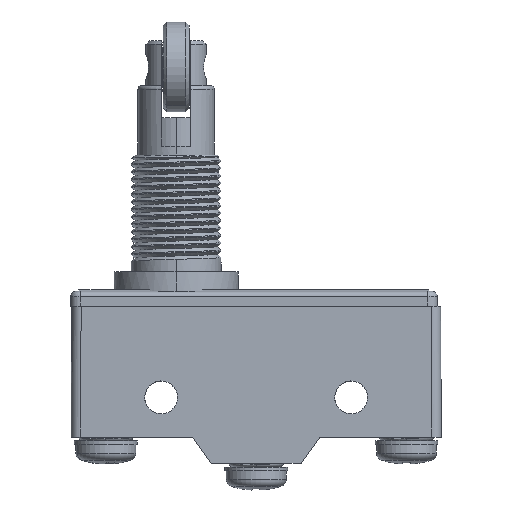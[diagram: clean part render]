
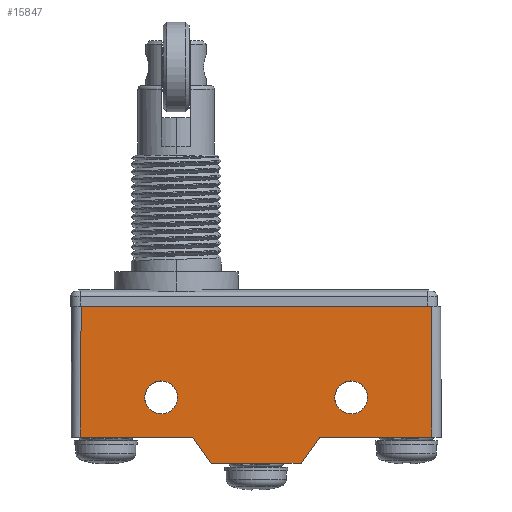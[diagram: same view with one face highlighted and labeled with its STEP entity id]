
A CAD part, top view. The second image highlights one B-rep face of the part: STEP entity #15847.
In plain terms, the highlighted planar face has unit normal (0, 0.007, 1).
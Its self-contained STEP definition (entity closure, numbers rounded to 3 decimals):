
#178 = LINE ( 'NONE', #9318, #67352 ) ;
#2146 = ORIENTED_EDGE ( 'NONE', *, *, #32204, .T. ) ;
#2371 = DIRECTION ( 'NONE',  ( 0., 1., -0.007 ) ) ;
#4415 = CARTESIAN_POINT ( 'NONE',  ( -23.5, -17.5, 8.775 ) ) ;
#5778 = CARTESIAN_POINT ( 'NONE',  ( -14.9, -12.2, 8.737 ) ) ;
#6484 = CARTESIAN_POINT ( 'NONE',  ( -24.5, -17.5, 8.775 ) ) ;
#9318 = CARTESIAN_POINT ( 'NONE',  ( -35.025, 0., 8.65 ) ) ;
#10976 = CARTESIAN_POINT ( 'NONE',  ( -23.4, 0., 8.65 ) ) ;
#11669 = ORIENTED_EDGE ( 'NONE', *, *, #12573, .T. ) ;
#11954 = CARTESIAN_POINT ( 'NONE',  ( 10.5, -12.2, 8.737 ) ) ;
#12573 = EDGE_CURVE ( 'NONE', #27473, #34715, #43935, .T. ) ;
#12939 = EDGE_CURVE ( 'NONE', #27473, #67975, #178, .T. ) ;
#13011 = CARTESIAN_POINT ( 'NONE',  ( -6., -21., 8.8 ) ) ;
#13531 = VERTEX_POINT ( 'NONE', #16325 ) ;
#13800 = ORIENTED_EDGE ( 'NONE', *, *, #45323, .F. ) ;
#14617 =( BOUNDED_CURVE ( )  B_SPLINE_CURVE ( 3, ( #5778, #31586, #18851, #64362 ),
 .UNSPECIFIED., .F., .F. ) 
 B_SPLINE_CURVE_WITH_KNOTS ( ( 4, 4 ),
 ( 4.712, 7.854 ),
 .UNSPECIFIED. ) 
 CURVE ( )  GEOMETRIC_REPRESENTATION_ITEM ( )  RATIONAL_B_SPLINE_CURVE ( ( 1., 0.333, 0.333, 1. ) ) 
 REPRESENTATION_ITEM ( '' )  );
#14971 = EDGE_CURVE ( 'NONE', #25961, #17625, #27437, .T. ) ;
#15670 =( BOUNDED_CURVE ( )  B_SPLINE_CURVE ( 3, ( #50773, #63611, #57316, #18356 ),
 .UNSPECIFIED., .F., .F. ) 
 B_SPLINE_CURVE_WITH_KNOTS ( ( 4, 4 ),
 ( 1.571, 4.712 ),
 .UNSPECIFIED. ) 
 CURVE ( )  GEOMETRIC_REPRESENTATION_ITEM ( )  RATIONAL_B_SPLINE_CURVE ( ( 1., 0.333, 0.333, 1. ) ) 
 REPRESENTATION_ITEM ( '' )  );
#15847 = ADVANCED_FACE ( 'NONE', ( #81305, #31328, #66002 ), #80354, .F. ) ;
#15872 = DIRECTION ( 'NONE',  ( 1., 0., 0. ) ) ;
#16294 = LINE ( 'NONE', #56827, #31457 ) ;
#16325 = CARTESIAN_POINT ( 'NONE',  ( 6., -21., 8.8 ) ) ;
#17348 = DIRECTION ( 'NONE',  ( 1., 0., 0. ) ) ;
#17625 = VERTEX_POINT ( 'NONE', #76250 ) ;
#18356 = CARTESIAN_POINT ( 'NONE',  ( -14.9, -12.2, 8.737 ) ) ;
#18851 = CARTESIAN_POINT ( 'NONE',  ( -10.5, -16.6, 8.769 ) ) ;
#19118 = EDGE_CURVE ( 'NONE', #22946, #42663, #70396, .T. ) ;
#21868 = EDGE_CURVE ( 'NONE', #34949, #38611, #41477, .T. ) ;
#21990 = ORIENTED_EDGE ( 'NONE', *, *, #63635, .F. ) ;
#22946 = VERTEX_POINT ( 'NONE', #79560 ) ;
#23227 = DIRECTION ( 'NONE',  ( -0.581, -0.814, 0.006 ) ) ;
#23424 = CARTESIAN_POINT ( 'NONE',  ( 14.9, -16.6, 8.769 ) ) ;
#23472 = ORIENTED_EDGE ( 'NONE', *, *, #12939, .F. ) ;
#25412 = VECTOR ( 'NONE', #48329, 1000. ) ;
#25574 = CARTESIAN_POINT ( 'NONE',  ( 24.5, -17.5, 8.775 ) ) ;
#25961 = VERTEX_POINT ( 'NONE', #13011 ) ;
#26821 = CARTESIAN_POINT ( 'NONE',  ( 14.9, -12.2, 8.737 ) ) ;
#27437 = LINE ( 'NONE', #61995, #25412 ) ;
#27473 = VERTEX_POINT ( 'NONE', #10976 ) ;
#28123 = EDGE_LOOP ( 'NONE', ( #45921, #63033, #23472, #11669, #13800, #64376, #2146, #64569 ) ) ;
#28213 = CARTESIAN_POINT ( 'NONE',  ( -35.025, -21., 8.8 ) ) ;
#30157 = CARTESIAN_POINT ( 'NONE',  ( 10.5, -12.2, 8.737 ) ) ;
#30839 = CARTESIAN_POINT ( 'NONE',  ( 10.5, -12.2, 8.737 ) ) ;
#31049 = VERTEX_POINT ( 'NONE', #62209 ) ;
#31221 = CARTESIAN_POINT ( 'NONE',  ( 14.9, -12.2, 8.737 ) ) ;
#31328 = FACE_OUTER_BOUND ( 'NONE', #28123, .T. ) ;
#31457 = VECTOR ( 'NONE', #63385, 1000. ) ;
#31586 = CARTESIAN_POINT ( 'NONE',  ( -14.9, -16.6, 8.769 ) ) ;
#31797 = EDGE_CURVE ( 'NONE', #31049, #46105, #14617, .T. ) ;
#32204 = EDGE_CURVE ( 'NONE', #25961, #13531, #50919, .T. ) ;
#33582 = VECTOR ( 'NONE', #17348, 1000. ) ;
#34715 = VERTEX_POINT ( 'NONE', #4415 ) ;
#34949 = VERTEX_POINT ( 'NONE', #30839 ) ;
#35958 = CARTESIAN_POINT ( 'NONE',  ( 8.501, -17.499, 8.775 ) ) ;
#36612 = CARTESIAN_POINT ( 'NONE',  ( -6., -21., 8.8 ) ) ;
#38254 = LINE ( 'NONE', #35958, #68832 ) ;
#38611 = VERTEX_POINT ( 'NONE', #26821 ) ;
#41256 = DIRECTION ( 'NONE',  ( 0., -0.007, -1. ) ) ;
#41477 =( BOUNDED_CURVE ( )  B_SPLINE_CURVE ( 3, ( #30157, #62663, #23424, #75736 ),
 .UNSPECIFIED., .F., .F. ) 
 B_SPLINE_CURVE_WITH_KNOTS ( ( 4, 4 ),
 ( 4.712, 7.854 ),
 .UNSPECIFIED. ) 
 CURVE ( )  GEOMETRIC_REPRESENTATION_ITEM ( )  RATIONAL_B_SPLINE_CURVE ( ( 1., 0.333, 0.333, 1. ) ) 
 REPRESENTATION_ITEM ( '' )  );
#41715 = CARTESIAN_POINT ( 'NONE',  ( -23.52, -21.066, 8.8 ) ) ;
#42663 = VERTEX_POINT ( 'NONE', #53622 ) ;
#43935 = LINE ( 'NONE', #41715, #61313 ) ;
#45323 = EDGE_CURVE ( 'NONE', #17625, #34715, #67320, .T. ) ;
#45921 = ORIENTED_EDGE ( 'NONE', *, *, #19118, .F. ) ;
#46009 = EDGE_CURVE ( 'NONE', #22946, #67975, #16294, .T. ) ;
#46105 = VERTEX_POINT ( 'NONE', #83873 ) ;
#48329 = DIRECTION ( 'NONE',  ( -0.581, 0.814, -0.006 ) ) ;
#50773 = CARTESIAN_POINT ( 'NONE',  ( -10.5, -12.2, 8.737 ) ) ;
#50886 = CARTESIAN_POINT ( 'NONE',  ( 10.5, -7.8, 8.706 ) ) ;
#50919 = LINE ( 'NONE', #36612, #33582 ) ;
#52993 = ORIENTED_EDGE ( 'NONE', *, *, #31797, .F. ) ;
#53622 = CARTESIAN_POINT ( 'NONE',  ( 8.5, -17.5, 8.775 ) ) ;
#54130 = EDGE_CURVE ( 'NONE', #42663, #13531, #38254, .T. ) ;
#56827 = CARTESIAN_POINT ( 'NONE',  ( 23.518, -20.665, 8.798 ) ) ;
#57264 = EDGE_LOOP ( 'NONE', ( #21990, #52993 ) ) ;
#57316 = CARTESIAN_POINT ( 'NONE',  ( -14.9, -7.8, 8.706 ) ) ;
#58176 = ORIENTED_EDGE ( 'NONE', *, *, #84466, .F. ) ;
#61313 = VECTOR ( 'NONE', #80807, 1000. ) ;
#61995 = CARTESIAN_POINT ( 'NONE',  ( -8.501, -17.499, 8.775 ) ) ;
#62209 = CARTESIAN_POINT ( 'NONE',  ( -14.9, -12.2, 8.737 ) ) ;
#62376 = CARTESIAN_POINT ( 'NONE',  ( 23.4, 0., 8.65 ) ) ;
#62663 = CARTESIAN_POINT ( 'NONE',  ( 10.5, -16.6, 8.769 ) ) ;
#63033 = ORIENTED_EDGE ( 'NONE', *, *, #46009, .T. ) ;
#63385 = DIRECTION ( 'NONE',  ( -0.006, 1., -0.007 ) ) ;
#63611 = CARTESIAN_POINT ( 'NONE',  ( -10.5, -7.8, 8.706 ) ) ;
#63635 = EDGE_CURVE ( 'NONE', #46105, #31049, #15670, .T. ) ;
#64362 = CARTESIAN_POINT ( 'NONE',  ( -10.5, -12.2, 8.737 ) ) ;
#64376 = ORIENTED_EDGE ( 'NONE', *, *, #14971, .F. ) ;
#64569 = ORIENTED_EDGE ( 'NONE', *, *, #54130, .F. ) ;
#65278 = ORIENTED_EDGE ( 'NONE', *, *, #21868, .F. ) ;
#66002 = FACE_BOUND ( 'NONE', #57264, .T. ) ;
#67320 = LINE ( 'NONE', #6484, #71428 ) ;
#67352 = VECTOR ( 'NONE', #15872, 1000. ) ;
#67975 = VERTEX_POINT ( 'NONE', #62376 ) ;
#68366 = VECTOR ( 'NONE', #71101, 1000. ) ;
#68832 = VECTOR ( 'NONE', #23227, 1000. ) ;
#70250 = CARTESIAN_POINT ( 'NONE',  ( 14.9, -7.8, 8.706 ) ) ;
#70396 = LINE ( 'NONE', #25574, #68366 ) ;
#71101 = DIRECTION ( 'NONE',  ( -1., 0., 0. ) ) ;
#71428 = VECTOR ( 'NONE', #77898, 1000. ) ;
#75736 = CARTESIAN_POINT ( 'NONE',  ( 14.9, -12.2, 8.737 ) ) ;
#76250 = CARTESIAN_POINT ( 'NONE',  ( -8.5, -17.5, 8.775 ) ) ;
#77696 =( BOUNDED_CURVE ( )  B_SPLINE_CURVE ( 3, ( #31221, #70250, #50886, #11954 ),
 .UNSPECIFIED., .F., .F. ) 
 B_SPLINE_CURVE_WITH_KNOTS ( ( 4, 4 ),
 ( 1.571, 4.712 ),
 .UNSPECIFIED. ) 
 CURVE ( )  GEOMETRIC_REPRESENTATION_ITEM ( )  RATIONAL_B_SPLINE_CURVE ( ( 1., 0.333, 0.333, 1. ) ) 
 REPRESENTATION_ITEM ( '' )  );
#77898 = DIRECTION ( 'NONE',  ( -1., 0., 0. ) ) ;
#79560 = CARTESIAN_POINT ( 'NONE',  ( 23.5, -17.5, 8.775 ) ) ;
#79962 = EDGE_LOOP ( 'NONE', ( #58176, #65278 ) ) ;
#80354 = PLANE ( 'NONE',  #80490 ) ;
#80490 = AXIS2_PLACEMENT_3D ( 'NONE', #28213, #41256, #2371 ) ;
#80807 = DIRECTION ( 'NONE',  ( -0.006, -1., 0.007 ) ) ;
#81305 = FACE_BOUND ( 'NONE', #79962, .T. ) ;
#83873 = CARTESIAN_POINT ( 'NONE',  ( -10.5, -12.2, 8.737 ) ) ;
#84466 = EDGE_CURVE ( 'NONE', #38611, #34949, #77696, .T. ) ;
